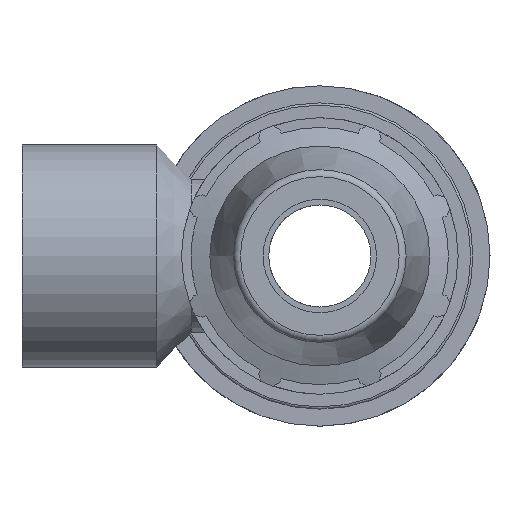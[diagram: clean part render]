
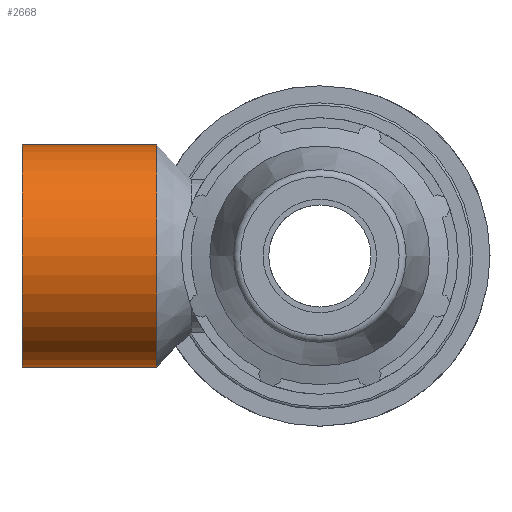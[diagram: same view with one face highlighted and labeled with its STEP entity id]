
A CAD part, left-side view. The second image highlights one B-rep face of the part: STEP entity #2668.
In plain terms, the highlighted cylindrical face has radius 15.676 mm (diameter 31.352 mm), a full revolution.
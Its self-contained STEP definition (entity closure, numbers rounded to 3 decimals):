
#168=CIRCLE('',#2926,15.676);
#169=CIRCLE('',#2928,15.676);
#704=FACE_BOUND('',#1047,.T.);
#856=FACE_OUTER_BOUND('',#1046,.T.);
#1046=EDGE_LOOP('',(#2332));
#1047=EDGE_LOOP('',(#2333));
#1300=VERTEX_POINT('',#4515);
#1301=VERTEX_POINT('',#4518);
#1646=EDGE_CURVE('',#1300,#1300,#168,.T.);
#1647=EDGE_CURVE('',#1301,#1301,#169,.T.);
#2332=ORIENTED_EDGE('',*,*,#1646,.T.);
#2333=ORIENTED_EDGE('',*,*,#1647,.F.);
#2374=CYLINDRICAL_SURFACE('',#2927,15.676);
#2668=ADVANCED_FACE('',(#856,#704),#2374,.T.);
#2926=AXIS2_PLACEMENT_3D('',#4516,#3634,#3635);
#2927=AXIS2_PLACEMENT_3D('',#4517,#3636,#3637);
#2928=AXIS2_PLACEMENT_3D('',#4519,#3638,#3639);
#3634=DIRECTION('center_axis',(0.,1.,0.));
#3635=DIRECTION('ref_axis',(1.,0.,0.));
#3636=DIRECTION('center_axis',(0.,1.,0.));
#3637=DIRECTION('ref_axis',(-1.,0.,0.));
#3638=DIRECTION('center_axis',(0.,1.,0.));
#3639=DIRECTION('ref_axis',(1.,0.,0.));
#4515=CARTESIAN_POINT('',(-15.676,23.,0.));
#4516=CARTESIAN_POINT('Origin',(0.,23.,0.));
#4517=CARTESIAN_POINT('Origin',(0.,32.5,0.));
#4518=CARTESIAN_POINT('',(-15.676,42.,0.));
#4519=CARTESIAN_POINT('Origin',(0.,42.,0.));
